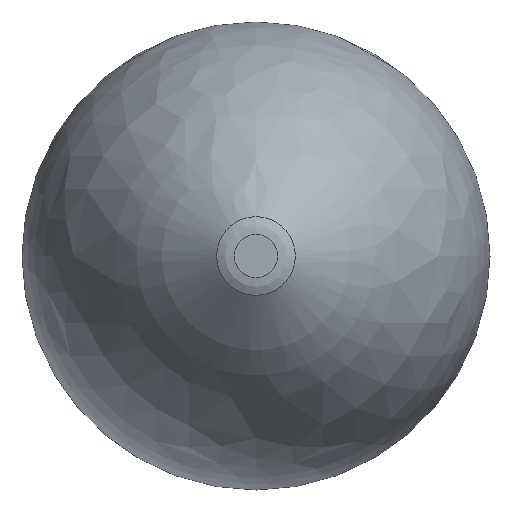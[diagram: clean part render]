
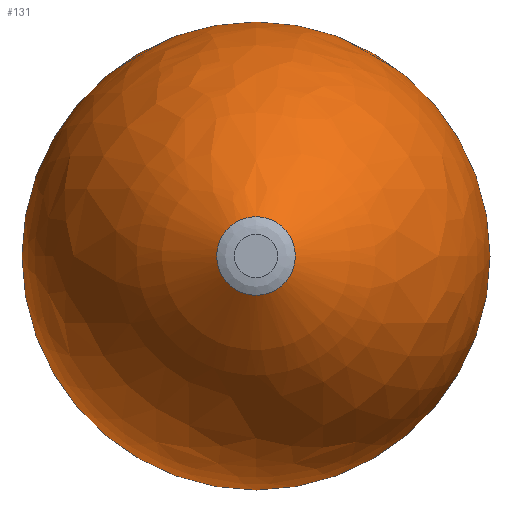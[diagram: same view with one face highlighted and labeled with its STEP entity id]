
A CAD part, left-side view. The second image highlights one B-rep face of the part: STEP entity #131.
In plain terms, the highlighted free-form (B-spline) face has degree [2, 2] with [3, 9] control points.
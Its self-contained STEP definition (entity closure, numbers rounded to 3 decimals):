
#18=(
BOUNDED_SURFACE()
B_SPLINE_SURFACE(2,2,((#275,#276,#277,#278,#279,#280,#281,#282,#283),(#284,
#285,#286,#287,#288,#289,#290,#291,#292),(#293,#294,#295,#296,#297,#298,
#299,#300,#301)),.UNSPECIFIED.,.F.,.T.,.F.)
B_SPLINE_SURFACE_WITH_KNOTS((3,3),(3,2,2,2,3),(-0.971,0.),
(-3.142,-1.571,0.,1.571,3.142),
 .UNSPECIFIED.)
GEOMETRIC_REPRESENTATION_ITEM()
RATIONAL_B_SPLINE_SURFACE(((1.,0.707,1.,0.707,1.,
0.707,1.,0.707,1.),(0.884,0.625,
0.884,0.625,0.884,0.625,
0.884,0.625,0.884),(1.,0.707,
1.,0.707,1.,0.707,1.,0.707,1.)))
REPRESENTATION_ITEM('')
SURFACE()
);
#29=FACE_OUTER_BOUND('',#38,.T.);
#38=EDGE_LOOP('',(#108,#109,#110,#111,#112));
#56=CIRCLE('',#168,2.523);
#57=CIRCLE('',#170,28.654);
#58=CIRCLE('',#171,15.);
#59=CIRCLE('',#172,15.);
#69=VERTEX_POINT('',#271);
#70=VERTEX_POINT('',#302);
#71=VERTEX_POINT('',#304);
#83=EDGE_CURVE('',#69,#69,#56,.T.);
#84=EDGE_CURVE('',#69,#70,#57,.T.);
#85=EDGE_CURVE('',#71,#70,#58,.T.);
#86=EDGE_CURVE('',#70,#71,#59,.T.);
#108=ORIENTED_EDGE('',*,*,#83,.F.);
#109=ORIENTED_EDGE('',*,*,#84,.T.);
#110=ORIENTED_EDGE('',*,*,#85,.F.);
#111=ORIENTED_EDGE('',*,*,#86,.F.);
#112=ORIENTED_EDGE('',*,*,#84,.F.);
#131=ADVANCED_FACE('',(#29),#18,.F.);
#168=AXIS2_PLACEMENT_3D('',#273,#203,#204);
#170=AXIS2_PLACEMENT_3D('',#303,#207,#208);
#171=AXIS2_PLACEMENT_3D('',#305,#209,#210);
#172=AXIS2_PLACEMENT_3D('',#306,#211,#212);
#203=DIRECTION('center_axis',(-1.,0.,0.));
#204=DIRECTION('ref_axis',(0.,-1.,0.));
#207=DIRECTION('center_axis',(0.,1.,0.));
#208=DIRECTION('ref_axis',(0.,0.,1.));
#209=DIRECTION('center_axis',(1.,0.,0.));
#210=DIRECTION('ref_axis',(0.,0.,-1.));
#211=DIRECTION('center_axis',(1.,0.,0.));
#212=DIRECTION('ref_axis',(0.,0.,-1.));
#271=CARTESIAN_POINT('',(0.349,0.,2.523));
#273=CARTESIAN_POINT('Origin',(0.349,0.,0.));
#275=CARTESIAN_POINT('Ctrl Pts',(0.349,0.,
2.523));
#276=CARTESIAN_POINT('Ctrl Pts',(0.349,-2.523,2.523));
#277=CARTESIAN_POINT('Ctrl Pts',(0.349,-2.523,0.));
#278=CARTESIAN_POINT('Ctrl Pts',(0.349,-2.523,-2.523));
#279=CARTESIAN_POINT('Ctrl Pts',(0.349,0.,
-2.523));
#280=CARTESIAN_POINT('Ctrl Pts',(0.349,2.523,-2.523));
#281=CARTESIAN_POINT('Ctrl Pts',(0.349,2.523,0.));
#282=CARTESIAN_POINT('Ctrl Pts',(0.349,2.523,2.523));
#283=CARTESIAN_POINT('Ctrl Pts',(0.349,0.,
2.523));
#284=CARTESIAN_POINT('Ctrl Pts',(8.883,0.,
15.));
#285=CARTESIAN_POINT('Ctrl Pts',(8.883,-15.,15.));
#286=CARTESIAN_POINT('Ctrl Pts',(8.883,-15.,0.));
#287=CARTESIAN_POINT('Ctrl Pts',(8.883,-15.,-15.));
#288=CARTESIAN_POINT('Ctrl Pts',(8.883,0.,
-15.));
#289=CARTESIAN_POINT('Ctrl Pts',(8.883,15.,-15.));
#290=CARTESIAN_POINT('Ctrl Pts',(8.883,15.,0.));
#291=CARTESIAN_POINT('Ctrl Pts',(8.883,15.,15.));
#292=CARTESIAN_POINT('Ctrl Pts',(8.883,0.,
15.));
#293=CARTESIAN_POINT('Ctrl Pts',(24.,0.,15.));
#294=CARTESIAN_POINT('Ctrl Pts',(24.,-15.,15.));
#295=CARTESIAN_POINT('Ctrl Pts',(24.,-15.,0.));
#296=CARTESIAN_POINT('Ctrl Pts',(24.,-15.,-15.));
#297=CARTESIAN_POINT('Ctrl Pts',(24.,0.,-15.));
#298=CARTESIAN_POINT('Ctrl Pts',(24.,15.,-15.));
#299=CARTESIAN_POINT('Ctrl Pts',(24.,15.,0.));
#300=CARTESIAN_POINT('Ctrl Pts',(24.,15.,15.));
#301=CARTESIAN_POINT('Ctrl Pts',(24.,0.,15.));
#302=CARTESIAN_POINT('',(24.,0.,15.));
#303=CARTESIAN_POINT('Origin',(24.,0.,-13.654));
#304=CARTESIAN_POINT('',(24.,-15.,0.));
#305=CARTESIAN_POINT('Origin',(24.,0.,0.));
#306=CARTESIAN_POINT('Origin',(24.,0.,0.));
